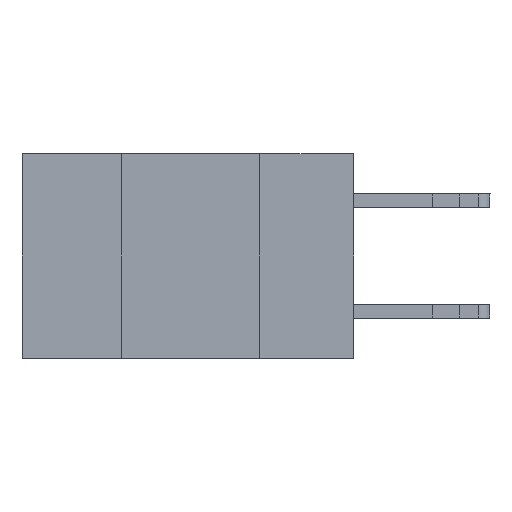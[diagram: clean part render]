
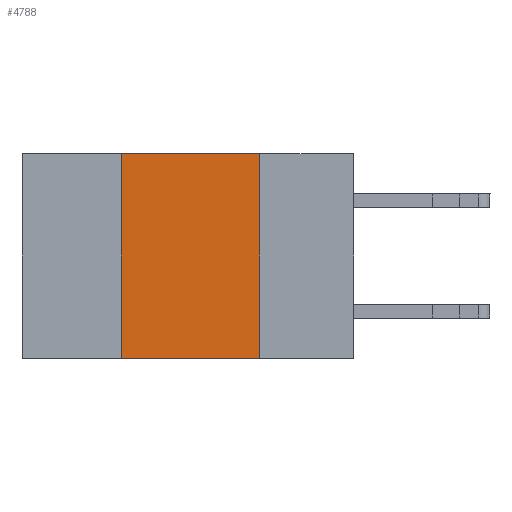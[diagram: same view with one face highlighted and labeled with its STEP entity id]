
A CAD part, left-side view. The second image highlights one B-rep face of the part: STEP entity #4788.
In plain terms, the highlighted planar face has unit normal (-1, 0, 0).
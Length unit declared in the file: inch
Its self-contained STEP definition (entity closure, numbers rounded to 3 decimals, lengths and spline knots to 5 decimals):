
#480 = CARTESIAN_POINT ( 'NONE',  ( 0., 0.42, 0. ) ) ;
#1353 = VECTOR ( 'NONE', #19229, 39.37008 ) ;
#1633 = EDGE_CURVE ( 'NONE', #20046, #17592, #9386, .T. ) ;
#1849 = ORIENTED_EDGE ( 'NONE', *, *, #4275, .F. ) ;
#2297 = AXIS2_PLACEMENT_3D ( 'NONE', #5535, #8708, #8962 ) ;
#3008 = ORIENTED_EDGE ( 'NONE', *, *, #15033, .F. ) ;
#4275 = EDGE_CURVE ( 'NONE', #21320, #6450, #18318, .T. ) ;
#4788 = ADVANCED_FACE ( 'NONE', ( #12620 ), #21506, .F. ) ;
#4919 = LINE ( 'NONE', #12107, #1353 ) ;
#5064 = VECTOR ( 'NONE', #17441, 39.37008 ) ;
#5219 = ORIENTED_EDGE ( 'NONE', *, *, #8569, .T. ) ;
#5431 = ORIENTED_EDGE ( 'NONE', *, *, #1633, .F. ) ;
#5535 = CARTESIAN_POINT ( 'NONE',  ( 0., 0.6, 0. ) ) ;
#5863 = DIRECTION ( 'NONE',  ( 0., 0., 1. ) ) ;
#6450 = VERTEX_POINT ( 'NONE', #9131 ) ;
#8569 = EDGE_CURVE ( 'NONE', #21320, #17592, #4919, .T. ) ;
#8708 = DIRECTION ( 'NONE',  ( 1., 0., 0. ) ) ;
#8962 = DIRECTION ( 'NONE',  ( 0., 0., -1. ) ) ;
#9131 = CARTESIAN_POINT ( 'NONE',  ( 0., 0.42, 0. ) ) ;
#9386 = LINE ( 'NONE', #20282, #10040 ) ;
#10040 = VECTOR ( 'NONE', #18536, 39.37008 ) ;
#10427 = CARTESIAN_POINT ( 'NONE',  ( 0., 0.42, -0.37 ) ) ;
#12107 = CARTESIAN_POINT ( 'NONE',  ( 0., 0.6, -0.37 ) ) ;
#12620 = FACE_OUTER_BOUND ( 'NONE', #22947, .T. ) ;
#13614 = CARTESIAN_POINT ( 'NONE',  ( 0., 0.6, 0. ) ) ;
#15033 = EDGE_CURVE ( 'NONE', #6450, #20046, #18963, .T. ) ;
#17441 = DIRECTION ( 'NONE',  ( 0., -1., 0. ) ) ;
#17592 = VERTEX_POINT ( 'NONE', #20434 ) ;
#17650 = VECTOR ( 'NONE', #5863, 39.37008 ) ;
#18318 = LINE ( 'NONE', #480, #17650 ) ;
#18536 = DIRECTION ( 'NONE',  ( 0., 0., -1. ) ) ;
#18963 = LINE ( 'NONE', #13614, #5064 ) ;
#19229 = DIRECTION ( 'NONE',  ( 0., -1., 0. ) ) ;
#20046 = VERTEX_POINT ( 'NONE', #22873 ) ;
#20282 = CARTESIAN_POINT ( 'NONE',  ( 0., 0.17, 0. ) ) ;
#20434 = CARTESIAN_POINT ( 'NONE',  ( 0., 0.17, -0.37 ) ) ;
#21320 = VERTEX_POINT ( 'NONE', #10427 ) ;
#21506 = PLANE ( 'NONE',  #2297 ) ;
#22873 = CARTESIAN_POINT ( 'NONE',  ( 0., 0.17, 0. ) ) ;
#22947 = EDGE_LOOP ( 'NONE', ( #5431, #3008, #1849, #5219 ) ) ;
